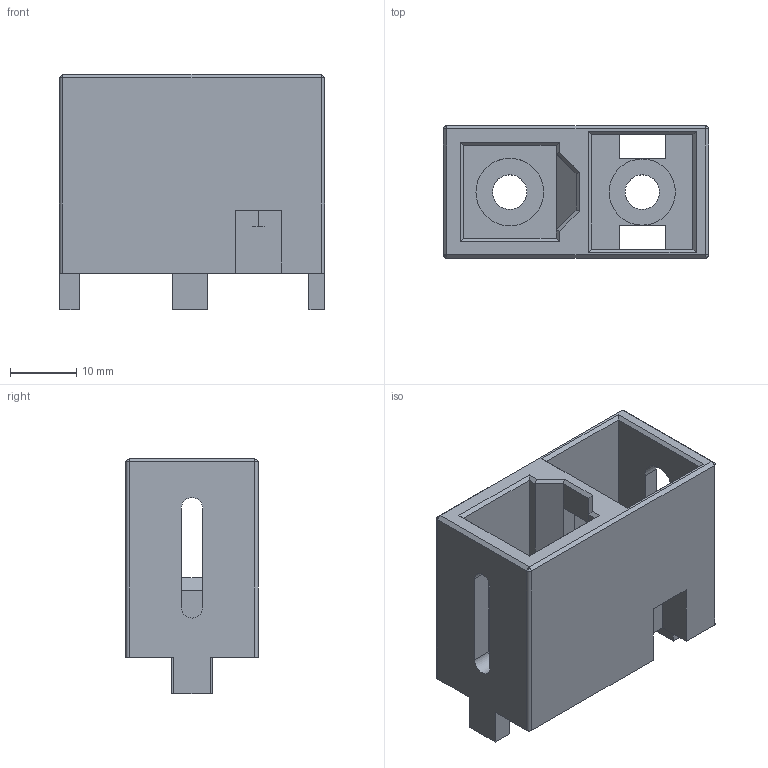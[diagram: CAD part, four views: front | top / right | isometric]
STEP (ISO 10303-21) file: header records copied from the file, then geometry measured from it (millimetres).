
FILE_DESCRIPTION(/* description */ (''),/* implementation_level */ '2;1');
FILE_NAME(/* name */ 'Perseus-y-tensioner.step',/* time_stamp */ '2022-01-04T22:25:19+08:00',/* author */ (''),/* organization */ (''),/* preprocessor_version */ 'ST-DEVELOPER v18.1',/* originating_system */ 'Autodesk Translation Framework v10.10.0.1391',/* authorisation */ '');
FILE_SCHEMA (('AUTOMOTIVE_DESIGN { 1 0 10303 214 3 1 1 }'));
Length unit declared in the file: millimetre
Products named in the file (1): tensioner_Y
Bounding box: 40 x 20 x 35.5 mm (x, y, z)
Volume: 12623.5 mm3; surface area: 8251.7 mm2
Topology: 1 solids, 1 shells, 88 faces, 232 edges, 140 vertices
Faces by surface type: plane 71, cylinder 13, cone 4
Full cylindrical faces by diameter (mm): 5.2 x2, 10.2 x1
Entity records: 2692 total; most frequent: ORIENTED_EDGE 460, CARTESIAN_POINT 459, DIRECTION 434, EDGE_CURVE 230, LINE 204, VECTOR 204, VERTEX_POINT 140, AXIS2_PLACEMENT_3D 115
